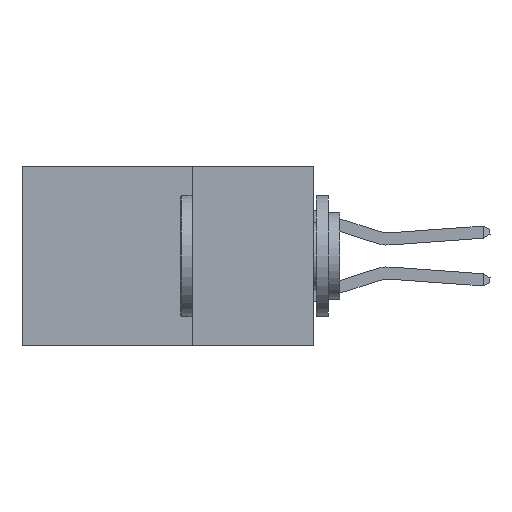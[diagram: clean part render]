
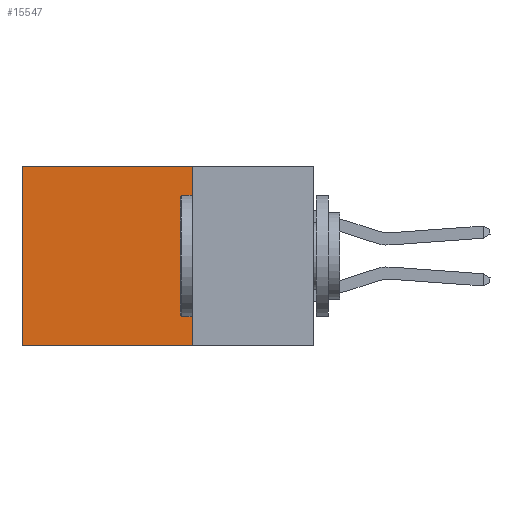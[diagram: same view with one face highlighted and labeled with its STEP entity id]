
A CAD part, left-side view. The second image highlights one B-rep face of the part: STEP entity #15547.
In plain terms, the highlighted planar face has unit normal (-1, 0, 0).
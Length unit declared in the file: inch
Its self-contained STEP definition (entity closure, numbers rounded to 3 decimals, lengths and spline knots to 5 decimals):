
#244 = CARTESIAN_POINT ( 'NONE',  ( 0.2875, 0.25, -0.37 ) ) ;
#409 = DIRECTION ( 'NONE',  ( 0., 1., 0. ) ) ;
#2606 = CARTESIAN_POINT ( 'NONE',  ( 0.2875, 0.6, -0.37 ) ) ;
#2967 = CARTESIAN_POINT ( 'NONE',  ( 0.2875, 0.6, 0. ) ) ;
#4787 = DIRECTION ( 'NONE',  ( 0., 1., 0. ) ) ;
#5246 = CARTESIAN_POINT ( 'NONE',  ( 0.2875, 0.25, 0. ) ) ;
#5341 = DIRECTION ( 'NONE',  ( 0., 0., -1. ) ) ;
#5544 = ORIENTED_EDGE ( 'NONE', *, *, #10289, .F. ) ;
#5588 = DIRECTION ( 'NONE',  ( 0., 0., -1. ) ) ;
#5923 = ORIENTED_EDGE ( 'NONE', *, *, #19745, .F. ) ;
#5943 = CARTESIAN_POINT ( 'NONE',  ( 0.2875, 0.25, -0.37 ) ) ;
#6812 = CARTESIAN_POINT ( 'NONE',  ( 0.2875, 0.25, 0. ) ) ;
#7105 = PLANE ( 'NONE',  #14839 ) ;
#7109 = VERTEX_POINT ( 'NONE', #2606 ) ;
#7200 = VECTOR ( 'NONE', #5341, 39.37008 ) ;
#8745 = LINE ( 'NONE', #5943, #16450 ) ;
#9117 = ORIENTED_EDGE ( 'NONE', *, *, #19654, .T. ) ;
#9285 = LINE ( 'NONE', #2967, #20300 ) ;
#10148 = CARTESIAN_POINT ( 'NONE',  ( 0.2875, 0.6, 0. ) ) ;
#10289 = EDGE_CURVE ( 'NONE', #13357, #13598, #12084, .T. ) ;
#11376 = EDGE_LOOP ( 'NONE', ( #9117, #5923, #5544, #11809 ) ) ;
#11718 = VECTOR ( 'NONE', #409, 39.37008 ) ;
#11809 = ORIENTED_EDGE ( 'NONE', *, *, #16099, .T. ) ;
#11929 = CARTESIAN_POINT ( 'NONE',  ( 0.2875, 0.25, 0. ) ) ;
#12084 = LINE ( 'NONE', #6812, #7200 ) ;
#13357 = VERTEX_POINT ( 'NONE', #11929 ) ;
#13598 = VERTEX_POINT ( 'NONE', #244 ) ;
#13731 = CARTESIAN_POINT ( 'NONE',  ( 0.2875, 0.25, 0. ) ) ;
#13808 = DIRECTION ( 'NONE',  ( 1., 0., 0. ) ) ;
#14584 = DIRECTION ( 'NONE',  ( 0., 0., -1. ) ) ;
#14839 = AXIS2_PLACEMENT_3D ( 'NONE', #13731, #13808, #5588 ) ;
#15547 = ADVANCED_FACE ( 'NONE', ( #16156 ), #7105, .F. ) ;
#16099 = EDGE_CURVE ( 'NONE', #13357, #20819, #16140, .T. ) ;
#16140 = LINE ( 'NONE', #5246, #11718 ) ;
#16156 = FACE_OUTER_BOUND ( 'NONE', #11376, .T. ) ;
#16450 = VECTOR ( 'NONE', #4787, 39.37008 ) ;
#19654 = EDGE_CURVE ( 'NONE', #20819, #7109, #9285, .T. ) ;
#19745 = EDGE_CURVE ( 'NONE', #13598, #7109, #8745, .T. ) ;
#20300 = VECTOR ( 'NONE', #14584, 39.37008 ) ;
#20819 = VERTEX_POINT ( 'NONE', #10148 ) ;
